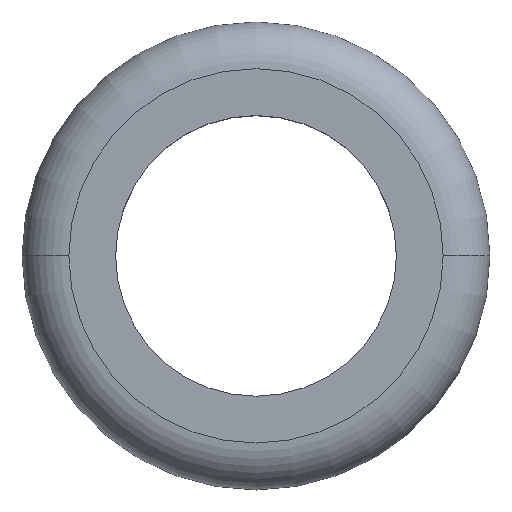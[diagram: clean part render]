
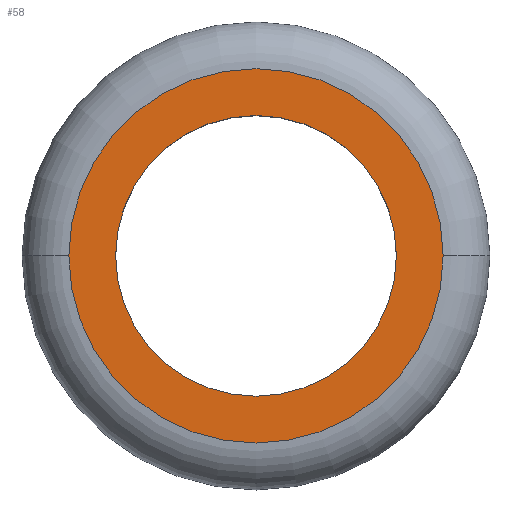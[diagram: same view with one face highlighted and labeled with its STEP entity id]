
A CAD part, top view. The second image highlights one B-rep face of the part: STEP entity #58.
In plain terms, the highlighted planar face has unit normal (0, 0, 1).
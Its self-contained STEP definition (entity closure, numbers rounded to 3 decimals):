
#25 = ORIENTED_EDGE ( 'NONE', *, *, #151, .F. ) ;
#29 = DIRECTION ( 'NONE',  ( -1., 0., 0. ) ) ;
#31 = CIRCLE ( 'NONE', #412, 4.5 ) ;
#37 = EDGE_CURVE ( 'NONE', #424, #199, #320, .T. ) ;
#41 = ORIENTED_EDGE ( 'NONE', *, *, #37, .F. ) ;
#58 = ADVANCED_FACE ( 'NONE', ( #125, #414 ), #106, .F. ) ;
#61 = EDGE_CURVE ( 'NONE', #235, #358, #336, .T. ) ;
#71 = CARTESIAN_POINT ( 'NONE',  ( 104.829, 0., 147.186 ) ) ;
#75 = EDGE_CURVE ( 'NONE', #358, #235, #31, .T. ) ;
#89 = DIRECTION ( 'NONE',  ( -1., 0., 0. ) ) ;
#106 = PLANE ( 'NONE',  #363 ) ;
#125 = FACE_OUTER_BOUND ( 'NONE', #133, .T. ) ;
#127 = DIRECTION ( 'NONE',  ( 0., 0., -1. ) ) ;
#133 = EDGE_LOOP ( 'NONE', ( #25, #41 ) ) ;
#151 = EDGE_CURVE ( 'NONE', #199, #424, #346, .T. ) ;
#161 = DIRECTION ( 'NONE',  ( -1., 0., 0. ) ) ;
#182 = CARTESIAN_POINT ( 'NONE',  ( 100.329, 0., 147.186 ) ) ;
#199 = VERTEX_POINT ( 'NONE', #262 ) ;
#202 = DIRECTION ( 'NONE',  ( 0., 0., -1. ) ) ;
#204 = DIRECTION ( 'NONE',  ( 0., 0., -1. ) ) ;
#215 = AXIS2_PLACEMENT_3D ( 'NONE', #236, #202, #161 ) ;
#235 = VERTEX_POINT ( 'NONE', #396 ) ;
#236 = CARTESIAN_POINT ( 'NONE',  ( 100.329, 0., 147.186 ) ) ;
#238 = ORIENTED_EDGE ( 'NONE', *, *, #75, .T. ) ;
#244 = DIRECTION ( 'NONE',  ( 0., 0., -1. ) ) ;
#249 = EDGE_LOOP ( 'NONE', ( #268, #238 ) ) ;
#256 = DIRECTION ( 'NONE',  ( -1., 0., 0. ) ) ;
#262 = CARTESIAN_POINT ( 'NONE',  ( 94.329, 0., 147.186 ) ) ;
#268 = ORIENTED_EDGE ( 'NONE', *, *, #61, .T. ) ;
#320 = CIRCLE ( 'NONE', #215, 6. ) ;
#335 = CARTESIAN_POINT ( 'NONE',  ( 104.829, 0., 147.186 ) ) ;
#336 = CIRCLE ( 'NONE', #345, 4.5 ) ;
#345 = AXIS2_PLACEMENT_3D ( 'NONE', #182, #127, #382 ) ;
#346 = CIRCLE ( 'NONE', #449, 6. ) ;
#358 = VERTEX_POINT ( 'NONE', #71 ) ;
#363 = AXIS2_PLACEMENT_3D ( 'NONE', #335, #204, #256 ) ;
#382 = DIRECTION ( 'NONE',  ( -1., 0., 0. ) ) ;
#392 = CARTESIAN_POINT ( 'NONE',  ( 100.329, 0., 147.186 ) ) ;
#396 = CARTESIAN_POINT ( 'NONE',  ( 95.829, 0., 147.186 ) ) ;
#412 = AXIS2_PLACEMENT_3D ( 'NONE', #392, #244, #89 ) ;
#414 = FACE_BOUND ( 'NONE', #249, .T. ) ;
#421 = CARTESIAN_POINT ( 'NONE',  ( 100.329, 0., 147.186 ) ) ;
#424 = VERTEX_POINT ( 'NONE', #432 ) ;
#432 = CARTESIAN_POINT ( 'NONE',  ( 106.329, 0., 147.186 ) ) ;
#439 = DIRECTION ( 'NONE',  ( 0., 0., -1. ) ) ;
#449 = AXIS2_PLACEMENT_3D ( 'NONE', #421, #439, #29 ) ;
